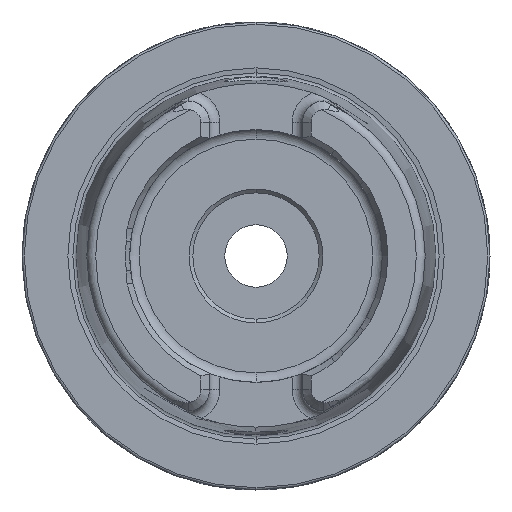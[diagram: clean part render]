
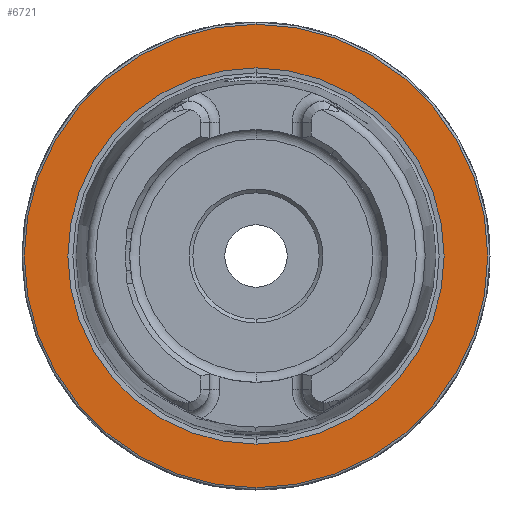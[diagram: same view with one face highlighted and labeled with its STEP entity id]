
A CAD part, left-side view. The second image highlights one B-rep face of the part: STEP entity #6721.
In plain terms, the highlighted planar face has unit normal (-1, 0, 0).
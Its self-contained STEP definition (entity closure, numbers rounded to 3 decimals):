
#739 = VERTEX_POINT ( 'NONE', #7724 ) ;
#1006 = ORIENTED_EDGE ( 'NONE', *, *, #2439, .F. ) ;
#1162 = DIRECTION ( 'NONE',  ( 0., 0., -1. ) ) ;
#1342 = AXIS2_PLACEMENT_3D ( 'NONE', #3783, #5142, #1162 ) ;
#1456 = CARTESIAN_POINT ( 'NONE',  ( 0., 0., 0. ) ) ;
#1907 = EDGE_LOOP ( 'NONE', ( #6694, #1006 ) ) ;
#2121 = DIRECTION ( 'NONE',  ( 0., 0., 1. ) ) ;
#2122 = DIRECTION ( 'NONE',  ( -1., 0., 0. ) ) ;
#2141 = ORIENTED_EDGE ( 'NONE', *, *, #3110, .T. ) ;
#2439 = EDGE_CURVE ( 'NONE', #739, #2673, #4360, .T. ) ;
#2661 = DIRECTION ( 'NONE',  ( -1., 0., 0. ) ) ;
#2673 = VERTEX_POINT ( 'NONE', #3002 ) ;
#3002 = CARTESIAN_POINT ( 'NONE',  ( 0., 0., 25.324 ) ) ;
#3110 = EDGE_CURVE ( 'NONE', #8525, #4026, #7099, .T. ) ;
#3127 = PLANE ( 'NONE',  #1342 ) ;
#3379 = CIRCLE ( 'NONE', #7680, 25.324 ) ;
#3565 = AXIS2_PLACEMENT_3D ( 'NONE', #6622, #2661, #7264 ) ;
#3722 = DIRECTION ( 'NONE',  ( -1., 0., 0. ) ) ;
#3783 = CARTESIAN_POINT ( 'NONE',  ( 0., 31.2, 0. ) ) ;
#4026 = VERTEX_POINT ( 'NONE', #6596 ) ;
#4042 = EDGE_CURVE ( 'NONE', #4026, #8525, #4772, .T. ) ;
#4122 = CARTESIAN_POINT ( 'NONE',  ( 0., 0., -31.2 ) ) ;
#4360 = CIRCLE ( 'NONE', #7030, 25.324 ) ;
#4745 = EDGE_CURVE ( 'NONE', #2673, #739, #3379, .T. ) ;
#4772 = CIRCLE ( 'NONE', #3565, 31.2 ) ;
#5142 = DIRECTION ( 'NONE',  ( 1., 0., 0. ) ) ;
#5220 = FACE_BOUND ( 'NONE', #1907, .T. ) ;
#6098 = DIRECTION ( 'NONE',  ( -1., 0., 0. ) ) ;
#6099 = CARTESIAN_POINT ( 'NONE',  ( 0., 0., 0. ) ) ;
#6596 = CARTESIAN_POINT ( 'NONE',  ( 0., 0., 31.2 ) ) ;
#6622 = CARTESIAN_POINT ( 'NONE',  ( 0., 0., 0. ) ) ;
#6694 = ORIENTED_EDGE ( 'NONE', *, *, #4745, .F. ) ;
#6705 = AXIS2_PLACEMENT_3D ( 'NONE', #6099, #2122, #6745 ) ;
#6721 = ADVANCED_FACE ( 'NONE', ( #5220, #6950 ), #3127, .F. ) ;
#6745 = DIRECTION ( 'NONE',  ( 0., 0., 1. ) ) ;
#6950 = FACE_OUTER_BOUND ( 'NONE', #8058, .T. ) ;
#7030 = AXIS2_PLACEMENT_3D ( 'NONE', #7660, #3722, #8302 ) ;
#7099 = CIRCLE ( 'NONE', #6705, 31.2 ) ;
#7264 = DIRECTION ( 'NONE',  ( 0., 0., 1. ) ) ;
#7660 = CARTESIAN_POINT ( 'NONE',  ( 0., 0., 0. ) ) ;
#7680 = AXIS2_PLACEMENT_3D ( 'NONE', #1456, #6098, #2121 ) ;
#7724 = CARTESIAN_POINT ( 'NONE',  ( 0., 0., -25.324 ) ) ;
#8058 = EDGE_LOOP ( 'NONE', ( #8502, #2141 ) ) ;
#8302 = DIRECTION ( 'NONE',  ( 0., 0., 1. ) ) ;
#8502 = ORIENTED_EDGE ( 'NONE', *, *, #4042, .T. ) ;
#8525 = VERTEX_POINT ( 'NONE', #4122 ) ;
